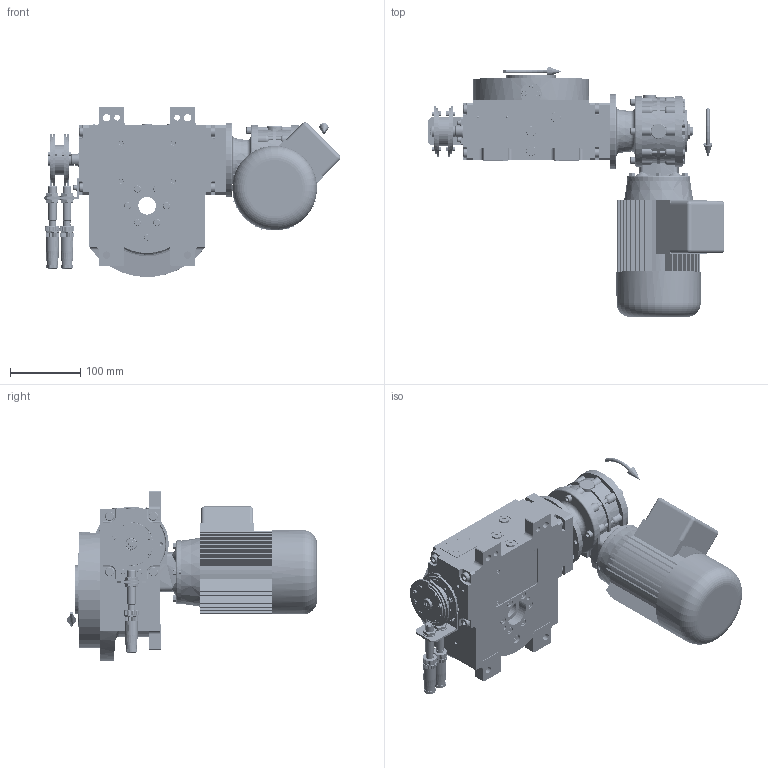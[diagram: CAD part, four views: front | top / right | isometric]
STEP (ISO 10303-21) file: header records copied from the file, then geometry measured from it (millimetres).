
FILE_DESCRIPTION (( 'STEP AP203' ), '1' );
FILE_NAME ('PC5201733.step', '2025-12-05T13:32:37', ( '' ), ( '' ), 'SwSTEP 2.0', 'SolidWorks 2020', '' );
FILE_SCHEMA (( 'CONFIG_CONTROL_DESIGN' ));
Length unit declared in the file: millimetre
Products named in the file (95): 900_38_30_003; AS_rig04_002_bl_004; CFN2223_01-390X6-B.stp; cfn2115_02_194; cfn2000_01_129; cfn2128_04_011; cfn2000_01_147; AS_cfn2400_04_024; freccia_angolare_albero; CFN2010_02_002.stp; rig04_015; 900_00_00_005; freccia_angolare; cfn2000_01_151; PC5201733; rig04_004_s_001; AS_rig04_071_8_m; rig04_007_master; cfn2151_01_087; cfn2151_01_162; CFN2010_01_006.stp; CFN2000_01_185.stp; AS_rig04_015; rig04_004; AS_rig04_004_s_001; cfn2205_01_012; olio_agip_blasia_150; cfn2476_01_001_48x38; CFN2203_02_001.stp; RMI40_F1_LCB_DX_63B14; cfn2155_01_038; rig04_002_bl_004; cfn2000_01_161; cfn2151_01_092; cfn2003_01_063; cfn2070_05_001; cfn2400_04_024; RIG06_021_AF0.stp; rig04_004_s_002; RIG04_005_AF0.stp ...
Assembly tree (91 placements, depth 5):
  CFN2223_01-390X6-B.stp
  PC5201733
    rig04_001_a_001
    AS_cfn2476_01_001_48x38
      cfn2476_01_001_48x38
      cfn2107_01_001
      cfn2107_01_001
    AS_rig04_071_8_m
      rig04_071_8_m.stp
        RIG04_005_ASM.stp
          RIG04_005_AF0.stp
          RIG06_021_AF0.stp
          CFN2000_01_185.stp
          CFN2000_01_185.stp
          CFN2104_02_017.stp
        CFN2155_01_007.stp
        CFN2010_02_002.stp
      rig04_003_8
      cfn2000_01_147
      cfn2000_01_147
      cfn2000_01_147
      cfn2000_01_147
      cfn2000_01_147
      cfn2000_01_147
      cfn2000_01_147
      cfn2000_01_147
      cfn2104_01_016  x2
    AS_rig04_014_s_001
      rig04_014_s_001
      cfn2000_01_151
      cfn2000_01_151
      cfn2000_01_151
      cfn2000_01_151
      cfn2000_01_151
      cfn2000_01_151
      cfn2155_01_186
    AS_rig04_004_s_002
      rig04_004_s_002
      cfn2155_01_038
      cfn2070_05_001
      cfn2000_01_129
      cfn2000_01_129  x2
      cfn2000_01_129
    AS_rig04_004
      rig04_004
      cfn2155_01_055
      cfn2070_05_001
      cfn2000_01_129  x2
      cfn2000_01_129
      cfn2000_01_129
    AS_rig04_002_bl_004
      rig04_002_bl_004
      cfn2115_02_182
    AS_rig04_004_s_001
      rig04_004_s_001
      cfn2000_01_129
      cfn2000_01_129
      cfn2000_01_129  x2
    cfn2128_04_011
    cfn2128_04_011
Bounding box: 421.37 x 355 x 240.87 mm (x, y, z)
Volume: 4074916.3 mm3; surface area: 815571.8 mm2
Topology: 91 solids, 91 shells, 6269 faces, 15897 edges, 10108 vertices
Faces by surface type: plane 2976, cylinder 2111, cone 997, torus 157, bspline 18, sphere 10
Entity records: 174500 total; most frequent: CARTESIAN_POINT 41124, DIRECTION 26104, ORIENTED_EDGE 25540, EDGE_CURVE 12770, AXIS2_PLACEMENT_3D 9546, VERTEX_POINT 8198, LINE 7012, VECTOR 7012
